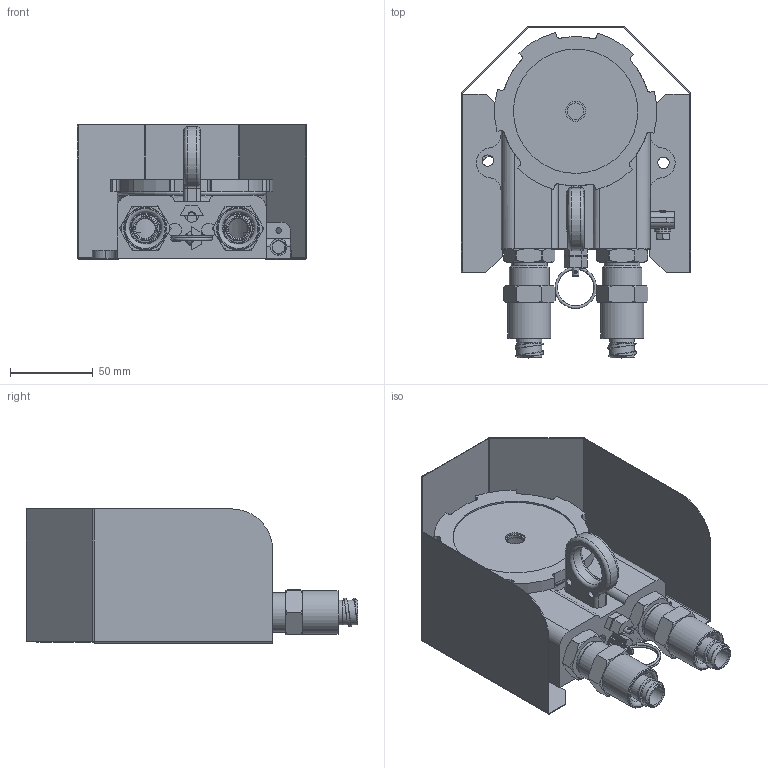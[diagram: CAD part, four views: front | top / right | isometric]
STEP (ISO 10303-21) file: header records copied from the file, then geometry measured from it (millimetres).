
FILE_DESCRIPTION(('STEP AP203'), '1');
FILE_NAME('Gorizont_MK_唒籦鴀_鼁闉罻', '2017-07-04T11:45:30', (' '), (' '), 'ASCON STEP Converter 1.3', 'ASCON Math Kernel', '');
FILE_SCHEMA(('CONFIG_CONTROL_DESIGN'));
Length unit declared in the file: millimetre
Products named in the file (23): 184; 185; 186; 187; 188; 189; 190; 191; 192; 193; 194; 195; 196; 197; 198; 199; 200; 201; 202; 203; 204; 205; ﾑﾌﾄ206
Assembly tree (25 placements, depth 3):
  184
    185
    186
    187
    188  x2
      189
      190
      191
    192  x2
      193
      194
      195
      196
      197
    198
    199  x2
    200
    201
    202
    203
    204
    205
    ﾑﾌﾄ206
Bounding box: 138.61 x 200.11 x 81 mm (x, y, z)
Volume: 350342 mm3; surface area: 203979.5 mm2
Topology: 29 solids, 29 shells, 622 faces, 1500 edges, 961 vertices
Faces by surface type: plane 245, cylinder 209, cone 139, torus 16, bspline 13
Full cylindrical faces by diameter (mm): 1.7 x2, 3.3 x1, 4 x4, 4.2 x2, 4.5 x1, 5 x2, 5.5 x2, 6.8 x2, 7.5 x2, 8.5 x4, 9 x1, 10 x3, 12 x9, 14.5 x2, 14.997 x2, 15 x3, 18 x4, 18.5 x2, 18.56 x2, 18.75 x2, 19 x4, 20.96 x2, 21.6 x2, 22 x4, 22.5 x2, 24 x2, 25 x1, 26 x2, 75 x2, 82 x1
Entity records: 19498 total; most frequent: CARTESIAN_POINT 7431, DIRECTION 2271, ORIENTED_EDGE 2160, EDGE_CURVE 1080, AXIS2_PLACEMENT_3D 876, VERTEX_POINT 682, LINE 519, VECTOR 519
